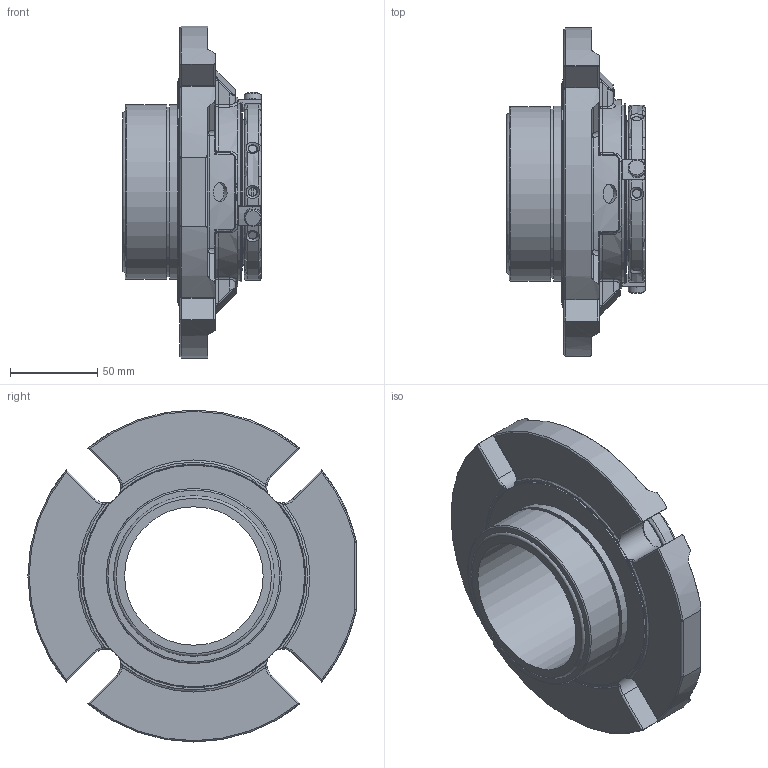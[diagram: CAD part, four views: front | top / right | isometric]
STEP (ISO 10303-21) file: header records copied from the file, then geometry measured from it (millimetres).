
FILE_DESCRIPTION(/* description */ ('Unknown'),/* implementation_level */ '2;1');
FILE_NAME(/* name */ '3.125',/* time_stamp */ '2023-02-15T16:17:35+00:00',/* author */ ('Unknown'),/* organization */ ('Unknown'),/* preprocessor_version */ 'ST-DEVELOPER v16.7',/* originating_system */ 'Solid Edge',/* authorisation */ 'Unknown');
FILE_SCHEMA (('AP242_MANAGED_MODEL_BASED_3D_ENGINEERING_MIM_LF { 1 0 10303 442 1 1 4 }','AUTOMOTIVE_DESIGN {1 0 10303 214 3 1 1}'));
Length unit declared in the file: millimetre
Products named in the file (1): 3.125
Bounding box: 79.64 x 188.12 x 190.25 mm (x, y, z)
Volume: 607822.7 mm3; surface area: 103709.8 mm2
Topology: 1 solids, 1 shells, 614 faces, 1610 edges, 998 vertices
Faces by surface type: plane 203, cylinder 165, torus 91, bspline 80, sphere 39, cone 36
Full cylindrical faces by diameter (mm): 3.761 x1, 4.917 x2, 6 x3, 10 x3, 10.998 x3, 79.375 x1, 82.525 x1, 90.475 x1, 92.05 x1, 97.028 x1, 100 x1, 100.33 x1, 101.549 x1, 103.073 x1, 127 x1
Entity records: 25769 total; most frequent: CARTESIAN_POINT 7632, ORIENTED_EDGE 2996, DIRECTION 2685, EDGE_CURVE 1498, AXIS2_PLACEMENT_3D 1092, VERTEX_POINT 958, EDGE_LOOP 712, FACE_BOUND 712
